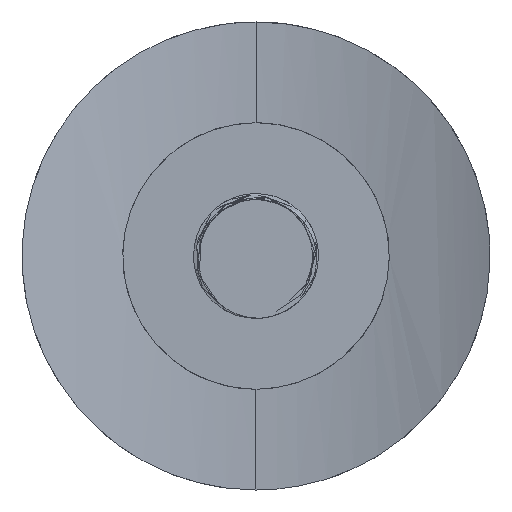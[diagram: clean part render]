
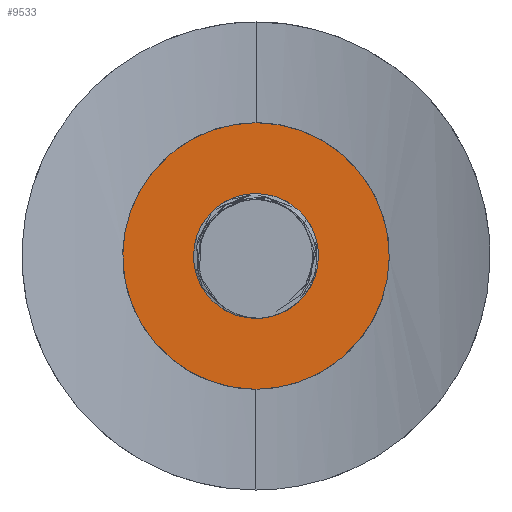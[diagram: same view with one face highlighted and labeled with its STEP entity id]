
A CAD part, left-side view. The second image highlights one B-rep face of the part: STEP entity #9533.
In plain terms, the highlighted planar face has unit normal (-1, 0, 0).
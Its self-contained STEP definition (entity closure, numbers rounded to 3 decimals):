
#259 = DIRECTION ( 'NONE',  ( -1., 0., 0. ) ) ;
#559 = DIRECTION ( 'NONE',  ( 0., 0., -1. ) ) ;
#752 = ORIENTED_EDGE ( 'NONE', *, *, #1603, .T. ) ;
#923 = EDGE_CURVE ( 'NONE', #9175, #9974, #9189, .T. ) ;
#1042 = CIRCLE ( 'NONE', #10619, 8.544 ) ;
#1603 = EDGE_CURVE ( 'NONE', #2855, #5242, #7992, .T. ) ;
#1660 = CARTESIAN_POINT ( 'NONE',  ( -5.112, 0., 0. ) ) ;
#1719 = DIRECTION ( 'NONE',  ( 0., 0., 1. ) ) ;
#1898 = ORIENTED_EDGE ( 'NONE', *, *, #5107, .T. ) ;
#1916 = EDGE_CURVE ( 'NONE', #9974, #9175, #3605, .T. ) ;
#1973 = DIRECTION ( 'NONE',  ( -1., 0., 0. ) ) ;
#1974 = CARTESIAN_POINT ( 'NONE',  ( -5.112, 0., 4. ) ) ;
#2218 = DIRECTION ( 'NONE',  ( 0., 0., 1. ) ) ;
#2500 = FACE_OUTER_BOUND ( 'NONE', #4405, .T. ) ;
#2855 = VERTEX_POINT ( 'NONE', #10927 ) ;
#2946 = DIRECTION ( 'NONE',  ( -1., 0., 0. ) ) ;
#3290 = ORIENTED_EDGE ( 'NONE', *, *, #923, .F. ) ;
#3296 = FACE_BOUND ( 'NONE', #12097, .T. ) ;
#3605 = CIRCLE ( 'NONE', #10590, 4. ) ;
#3794 = AXIS2_PLACEMENT_3D ( 'NONE', #9997, #259, #5239 ) ;
#4405 = EDGE_LOOP ( 'NONE', ( #752, #1898 ) ) ;
#4915 = AXIS2_PLACEMENT_3D ( 'NONE', #6249, #5291, #559 ) ;
#5107 = EDGE_CURVE ( 'NONE', #5242, #2855, #1042, .T. ) ;
#5239 = DIRECTION ( 'NONE',  ( 0., 0., 1. ) ) ;
#5242 = VERTEX_POINT ( 'NONE', #9394 ) ;
#5291 = DIRECTION ( 'NONE',  ( 1., 0., 0. ) ) ;
#5684 = CARTESIAN_POINT ( 'NONE',  ( -5.112, 0., -4. ) ) ;
#6249 = CARTESIAN_POINT ( 'NONE',  ( -5.112, 8.544, 0. ) ) ;
#6343 = DIRECTION ( 'NONE',  ( -1., 0., 0. ) ) ;
#6697 = DIRECTION ( 'NONE',  ( 0., 0., 1. ) ) ;
#7830 = CARTESIAN_POINT ( 'NONE',  ( -5.112, 0., 0. ) ) ;
#7992 = CIRCLE ( 'NONE', #9199, 8.544 ) ;
#8684 = CARTESIAN_POINT ( 'NONE',  ( -5.112, 0., 0. ) ) ;
#9175 = VERTEX_POINT ( 'NONE', #5684 ) ;
#9189 = CIRCLE ( 'NONE', #3794, 4. ) ;
#9199 = AXIS2_PLACEMENT_3D ( 'NONE', #7830, #1973, #2218 ) ;
#9394 = CARTESIAN_POINT ( 'NONE',  ( -5.112, 0., -8.544 ) ) ;
#9533 = ADVANCED_FACE ( 'NONE', ( #3296, #2500 ), #11915, .F. ) ;
#9974 = VERTEX_POINT ( 'NONE', #1974 ) ;
#9997 = CARTESIAN_POINT ( 'NONE',  ( -5.112, 0., 0. ) ) ;
#10590 = AXIS2_PLACEMENT_3D ( 'NONE', #8684, #2946, #6697 ) ;
#10619 = AXIS2_PLACEMENT_3D ( 'NONE', #1660, #6343, #1719 ) ;
#10927 = CARTESIAN_POINT ( 'NONE',  ( -5.112, 0., 8.544 ) ) ;
#11915 = PLANE ( 'NONE',  #4915 ) ;
#12039 = ORIENTED_EDGE ( 'NONE', *, *, #1916, .F. ) ;
#12097 = EDGE_LOOP ( 'NONE', ( #12039, #3290 ) ) ;
